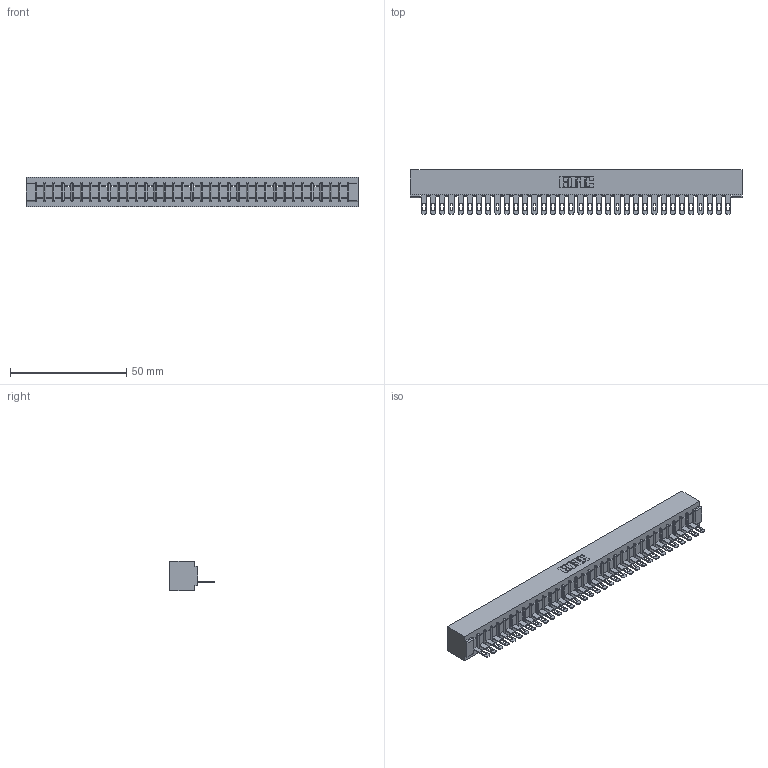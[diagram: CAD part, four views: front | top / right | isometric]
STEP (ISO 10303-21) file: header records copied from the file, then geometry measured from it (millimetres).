
FILE_DESCRIPTION (( 'STEP AP203' ), '1' );
FILE_NAME ('357-034-405-101.STEP', '2020-10-02T08:53:44', ( '' ), ( '' ), 'SwSTEP 2.0', 'SolidWorks 2020', '' );
FILE_SCHEMA (( 'CONFIG_CONTROL_DESIGN' ));
Length unit declared in the file: inch
Products named in the file (3): 357-034-405-101; 307-290-001_505; 307 Part_No Mounting Lugs
Assembly tree (35 placements, depth 2):
  357-034-405-101
    307 Part_No Mounting Lugs
    307-290-001_505  x34
Bounding box: 142.6 x 19.18 x 12.7 mm (x, y, z)
Volume: 15313 mm3; surface area: 16551 mm2
Topology: 35 solids, 35 shells, 2049 faces, 5807 edges, 3730 vertices
Faces by surface type: plane 1290, cylinder 689, sphere 70
Entity records: 29830 total; most frequent: CARTESIAN_POINT 5020, ORIENTED_EDGE 5006, DIRECTION 4887, EDGE_CURVE 2503, LINE 1917, VECTOR 1917, VERTEX_POINT 1618, AXIS2_PLACEMENT_3D 1485
